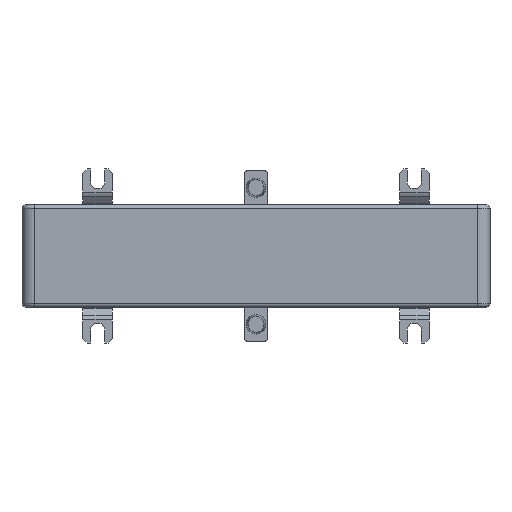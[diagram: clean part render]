
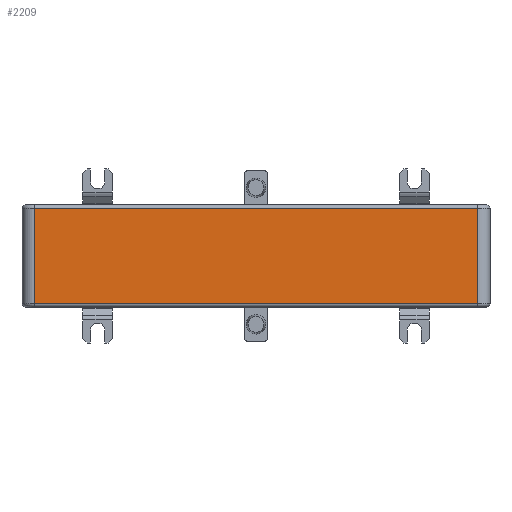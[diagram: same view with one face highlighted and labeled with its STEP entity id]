
A CAD part, front view. The second image highlights one B-rep face of the part: STEP entity #2209.
In plain terms, the highlighted planar face has unit normal (0, -1, 0).
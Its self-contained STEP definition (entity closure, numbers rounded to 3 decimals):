
#895 = LINE ( 'NONE', #18533, #4688 ) ;
#1396 = VECTOR ( 'NONE', #15497, 1000. ) ;
#1532 = VERTEX_POINT ( 'NONE', #17938 ) ;
#2209 = ADVANCED_FACE ( 'NONE', ( #16342 ), #6461, .F. ) ;
#3080 = VERTEX_POINT ( 'NONE', #17208 ) ;
#4143 = ORIENTED_EDGE ( 'NONE', *, *, #5749, .T. ) ;
#4255 = CARTESIAN_POINT ( 'NONE',  ( 91., -103., 21. ) ) ;
#4688 = VECTOR ( 'NONE', #14025, 1000. ) ;
#5749 = EDGE_CURVE ( 'NONE', #7580, #19789, #11078, .T. ) ;
#5751 = DIRECTION ( 'NONE',  ( 1., 0., 0. ) ) ;
#5772 = EDGE_CURVE ( 'NONE', #19789, #3080, #10577, .T. ) ;
#5799 = EDGE_CURVE ( 'NONE', #3080, #1532, #14315, .T. ) ;
#5828 = EDGE_CURVE ( 'NONE', #1532, #7580, #895, .T. ) ;
#5996 = DIRECTION ( 'NONE',  ( 0., 0., 1. ) ) ;
#6031 = DIRECTION ( 'NONE',  ( 0., 1., 0. ) ) ;
#6203 = CARTESIAN_POINT ( 'NONE',  ( 0., -103., 21. ) ) ;
#6461 = PLANE ( 'NONE',  #8440 ) ;
#7580 = VERTEX_POINT ( 'NONE', #17840 ) ;
#7970 = EDGE_LOOP ( 'NONE', ( #4143, #9429, #20171, #14005 ) ) ;
#8440 = AXIS2_PLACEMENT_3D ( 'NONE', #6203, #6031, #5996 ) ;
#9036 = CARTESIAN_POINT ( 'NONE',  ( 0., -103., -19.5 ) ) ;
#9429 = ORIENTED_EDGE ( 'NONE', *, *, #5772, .T. ) ;
#10577 = LINE ( 'NONE', #9036, #18332 ) ;
#11078 = LINE ( 'NONE', #13813, #18804 ) ;
#13813 = CARTESIAN_POINT ( 'NONE',  ( -91., -103., 21. ) ) ;
#14005 = ORIENTED_EDGE ( 'NONE', *, *, #5828, .T. ) ;
#14025 = DIRECTION ( 'NONE',  ( -1., 0., 0. ) ) ;
#14315 = LINE ( 'NONE', #4255, #1396 ) ;
#14705 = CARTESIAN_POINT ( 'NONE',  ( -91., -103., -19.5 ) ) ;
#15345 = DIRECTION ( 'NONE',  ( 0., 0., -1. ) ) ;
#15497 = DIRECTION ( 'NONE',  ( 0., 0., 1. ) ) ;
#16342 = FACE_OUTER_BOUND ( 'NONE', #7970, .T. ) ;
#17208 = CARTESIAN_POINT ( 'NONE',  ( 91., -103., -19.5 ) ) ;
#17840 = CARTESIAN_POINT ( 'NONE',  ( -91., -103., 19.5 ) ) ;
#17938 = CARTESIAN_POINT ( 'NONE',  ( 91., -103., 19.5 ) ) ;
#18332 = VECTOR ( 'NONE', #5751, 1000. ) ;
#18533 = CARTESIAN_POINT ( 'NONE',  ( -91., -103., 19.5 ) ) ;
#18804 = VECTOR ( 'NONE', #15345, 1000. ) ;
#19789 = VERTEX_POINT ( 'NONE', #14705 ) ;
#20171 = ORIENTED_EDGE ( 'NONE', *, *, #5799, .T. ) ;
